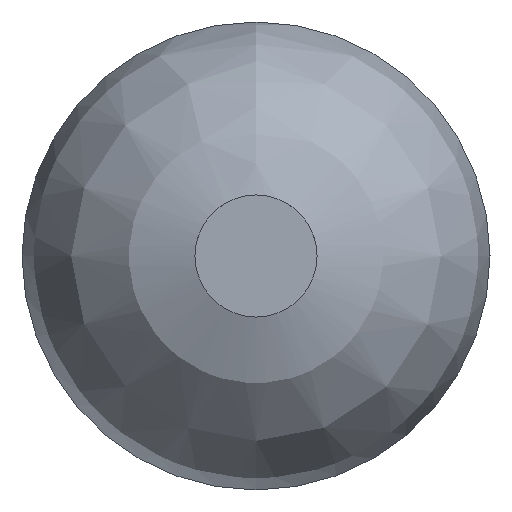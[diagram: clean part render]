
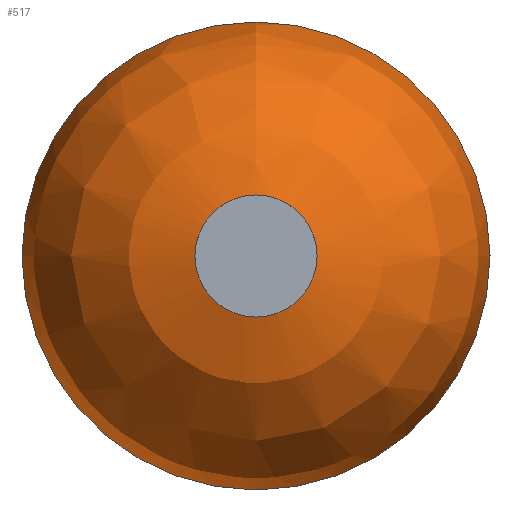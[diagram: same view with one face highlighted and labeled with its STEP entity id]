
A CAD part, left-side view. The second image highlights one B-rep face of the part: STEP entity #517.
In plain terms, the highlighted free-form (B-spline) face has degree [2, 2] with [3, 9] control points.
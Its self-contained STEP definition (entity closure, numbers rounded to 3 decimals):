
#21=(
BOUNDED_SURFACE()
B_SPLINE_SURFACE(2,2,((#824,#825,#826,#827,#828,#829,#830,#831,#832),(#833,
#834,#835,#836,#837,#838,#839,#840,#841),(#842,#843,#844,#845,#846,#847,
#848,#849,#850)),.UNSPECIFIED.,.F.,.T.,.F.)
B_SPLINE_SURFACE_WITH_KNOTS((3,3),(3,2,2,2,3),(-1.42,0.),
(-3.142,-1.571,0.,1.571,3.142),
 .UNSPECIFIED.)
GEOMETRIC_REPRESENTATION_ITEM()
RATIONAL_B_SPLINE_SURFACE(((1.,0.707,1.,0.707,1.,
0.707,1.,0.707,1.),(0.758,0.536,
0.758,0.536,0.758,0.536,
0.758,0.536,0.758),(1.,0.707,
1.,0.707,1.,0.707,1.,0.707,1.)))
REPRESENTATION_ITEM('')
SURFACE()
);
#55=FACE_OUTER_BOUND('',#93,.T.);
#93=EDGE_LOOP('',(#371,#372,#373,#374));
#218=CIRCLE('',#573,0.3);
#219=CIRCLE('',#574,1.15);
#220=CIRCLE('',#575,1.);
#248=VERTEX_POINT('',#821);
#249=VERTEX_POINT('',#851);
#293=EDGE_CURVE('',#248,#248,#218,.T.);
#294=EDGE_CURVE('',#249,#249,#219,.T.);
#295=EDGE_CURVE('',#249,#248,#220,.T.);
#371=ORIENTED_EDGE('',*,*,#294,.F.);
#372=ORIENTED_EDGE('',*,*,#295,.T.);
#373=ORIENTED_EDGE('',*,*,#293,.T.);
#374=ORIENTED_EDGE('',*,*,#295,.F.);
#517=ADVANCED_FACE('',(#55),#21,.F.);
#573=AXIS2_PLACEMENT_3D('',#823,#649,#650);
#574=AXIS2_PLACEMENT_3D('',#852,#651,#652);
#575=AXIS2_PLACEMENT_3D('',#853,#653,#654);
#649=DIRECTION('center_axis',(1.,0.,0.));
#650=DIRECTION('ref_axis',(0.,0.,-1.));
#651=DIRECTION('center_axis',(1.,0.,0.));
#652=DIRECTION('ref_axis',(0.,0.,-1.));
#653=DIRECTION('center_axis',(0.,-1.,0.));
#654=DIRECTION('ref_axis',(0.,0.,1.));
#821=CARTESIAN_POINT('',(-17.589,0.,0.3));
#823=CARTESIAN_POINT('Origin',(-17.589,0.,0.));
#824=CARTESIAN_POINT('Ctrl Pts',(-17.589,0.,0.3));
#825=CARTESIAN_POINT('Ctrl Pts',(-17.589,-0.3,0.3));
#826=CARTESIAN_POINT('Ctrl Pts',(-17.589,-0.3,0.));
#827=CARTESIAN_POINT('Ctrl Pts',(-17.589,-0.3,-0.3));
#828=CARTESIAN_POINT('Ctrl Pts',(-17.589,0.,-0.3));
#829=CARTESIAN_POINT('Ctrl Pts',(-17.589,0.3,-0.3));
#830=CARTESIAN_POINT('Ctrl Pts',(-17.589,0.3,0.));
#831=CARTESIAN_POINT('Ctrl Pts',(-17.589,0.3,0.3));
#832=CARTESIAN_POINT('Ctrl Pts',(-17.589,0.,0.3));
#833=CARTESIAN_POINT('Ctrl Pts',(-17.46,0.,1.15));
#834=CARTESIAN_POINT('Ctrl Pts',(-17.46,-1.15,1.15));
#835=CARTESIAN_POINT('Ctrl Pts',(-17.46,-1.15,0.));
#836=CARTESIAN_POINT('Ctrl Pts',(-17.46,-1.15,-1.15));
#837=CARTESIAN_POINT('Ctrl Pts',(-17.46,0.,-1.15));
#838=CARTESIAN_POINT('Ctrl Pts',(-17.46,1.15,-1.15));
#839=CARTESIAN_POINT('Ctrl Pts',(-17.46,1.15,0.));
#840=CARTESIAN_POINT('Ctrl Pts',(-17.46,1.15,1.15));
#841=CARTESIAN_POINT('Ctrl Pts',(-17.46,0.,1.15));
#842=CARTESIAN_POINT('Ctrl Pts',(-16.6,0.,1.15));
#843=CARTESIAN_POINT('Ctrl Pts',(-16.6,-1.15,1.15));
#844=CARTESIAN_POINT('Ctrl Pts',(-16.6,-1.15,0.));
#845=CARTESIAN_POINT('Ctrl Pts',(-16.6,-1.15,-1.15));
#846=CARTESIAN_POINT('Ctrl Pts',(-16.6,0.,-1.15));
#847=CARTESIAN_POINT('Ctrl Pts',(-16.6,1.15,-1.15));
#848=CARTESIAN_POINT('Ctrl Pts',(-16.6,1.15,0.));
#849=CARTESIAN_POINT('Ctrl Pts',(-16.6,1.15,1.15));
#850=CARTESIAN_POINT('Ctrl Pts',(-16.6,0.,1.15));
#851=CARTESIAN_POINT('',(-16.6,0.,1.15));
#852=CARTESIAN_POINT('Origin',(-16.6,0.,0.));
#853=CARTESIAN_POINT('Origin',(-16.6,0.,0.15));
